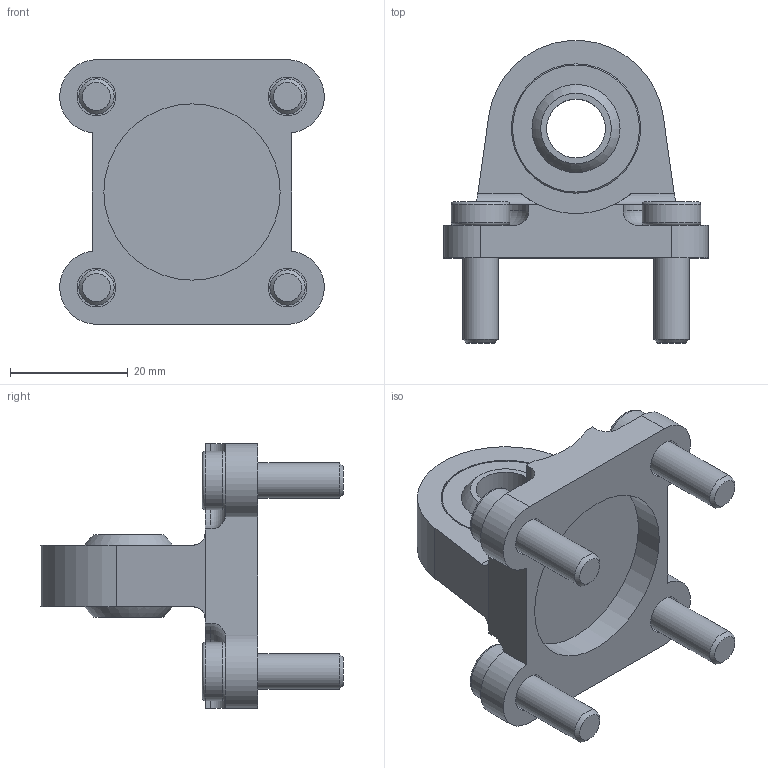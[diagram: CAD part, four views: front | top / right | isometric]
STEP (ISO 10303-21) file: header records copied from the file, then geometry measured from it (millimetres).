
FILE_DESCRIPTION(/* description */ ('STEP AP214'),/* implementation_level */ '2;1');
FILE_NAME(/* name */ '174397_SNCS-32',/* time_stamp */ '2024-09-10T12:38:40+02:00',/* author */ ('License CC BY-ND 4.0'),/* organization */ ('CADENAS'),/* preprocessor_version */ 'ST-DEVELOPER v19.3',/* originating_system */ 'PARTsolutions',/* authorisation */ ' ');
FILE_SCHEMA (('AUTOMOTIVE_DESIGN {1 0 10303 214 3 1 1}'));
Length unit declared in the file: millimetre
Products named in the file (3): 174397 SNCS-32; 174397 SNCS-32---(f); DIN-6912 - M6x20(F)
Assembly tree (5 placements, depth 2):
  174397 SNCS-32
    174397 SNCS-32---(f)
    DIN-6912 - M6x20(F)  x4
Bounding box: 44.98 x 51.45 x 45 mm (x, y, z)
Volume: 19368.5 mm3; surface area: 10693.1 mm2
Topology: 5 solids, 5 shells, 185 faces, 394 edges, 228 vertices
Faces by surface type: plane 90, cylinder 43, cone 38, torus 14
Full cylindrical faces by diameter (mm): 3 x4, 6 x4, 6.6 x4, 10 x5, 22 x2, 30 x1
Entity records: 2798 total; most frequent: CARTESIAN_POINT 495, DIRECTION 492, ORIENTED_EDGE 410, EDGE_CURVE 205, AXIS2_PLACEMENT_3D 193, VERTEX_POINT 138, FACE_BOUND 135, EDGE_LOOP 134
